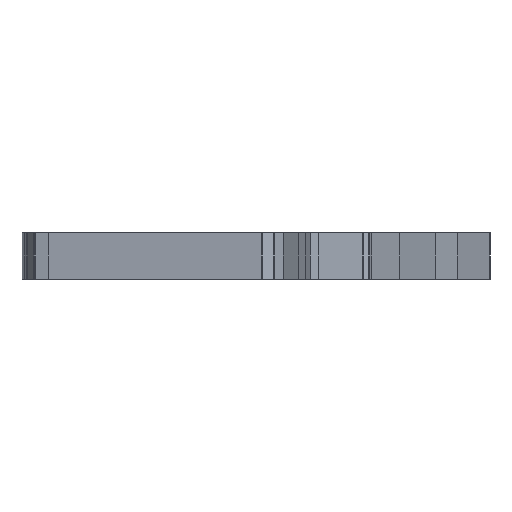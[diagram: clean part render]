
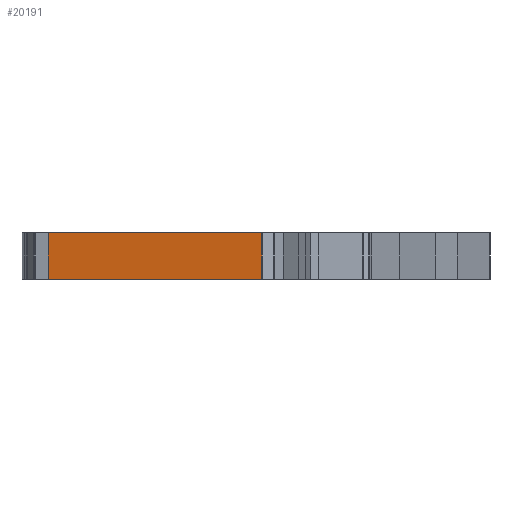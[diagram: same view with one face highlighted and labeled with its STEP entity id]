
A CAD part, left-side view. The second image highlights one B-rep face of the part: STEP entity #20191.
In plain terms, the highlighted planar face has unit normal (-0.983, 0.184, 0).
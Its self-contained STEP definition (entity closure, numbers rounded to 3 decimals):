
#745=FACE_OUTER_BOUND('',#1776,.T.);
#1776=EDGE_LOOP('',(#15788,#15789,#15790,#15791));
#4123=LINE('',#30082,#7018);
#4124=LINE('',#30084,#7019);
#4125=LINE('',#30086,#7020);
#4126=LINE('',#30087,#7021);
#7018=VECTOR('',#24546,10.);
#7019=VECTOR('',#24547,10.);
#7020=VECTOR('',#24548,10.);
#7021=VECTOR('',#24549,10.);
#9341=VERTEX_POINT('',#30080);
#9342=VERTEX_POINT('',#30081);
#9343=VERTEX_POINT('',#30083);
#9344=VERTEX_POINT('',#30085);
#11843=EDGE_CURVE('',#9341,#9342,#4123,.T.);
#11844=EDGE_CURVE('',#9342,#9343,#4124,.T.);
#11845=EDGE_CURVE('',#9344,#9343,#4125,.T.);
#11846=EDGE_CURVE('',#9341,#9344,#4126,.T.);
#15788=ORIENTED_EDGE('',*,*,#11843,.T.);
#15789=ORIENTED_EDGE('',*,*,#11844,.T.);
#15790=ORIENTED_EDGE('',*,*,#11845,.F.);
#15791=ORIENTED_EDGE('',*,*,#11846,.F.);
#19233=PLANE('',#21163);
#20191=ADVANCED_FACE('',(#745),#19233,.T.);
#21163=AXIS2_PLACEMENT_3D('',#30079,#24544,#24545);
#24544=DIRECTION('center_axis',(-0.983,0.184,0.));
#24545=DIRECTION('ref_axis',(0.,0.,1.));
#24546=DIRECTION('',(0.,0.,1.));
#24547=DIRECTION('',(0.184,0.983,0.));
#24548=DIRECTION('',(0.,0.,1.));
#24549=DIRECTION('',(0.184,0.983,0.));
#30079=CARTESIAN_POINT('Origin',(65.677,-107.474,12.7));
#30080=CARTESIAN_POINT('',(60.249,-136.481,0.));
#30081=CARTESIAN_POINT('',(60.249,-136.481,12.7));
#30082=CARTESIAN_POINT('',(60.249,-136.481,0.));
#30083=CARTESIAN_POINT('',(71.105,-78.467,12.7));
#30084=CARTESIAN_POINT('',(60.249,-136.481,12.7));
#30085=CARTESIAN_POINT('',(71.105,-78.467,0.));
#30086=CARTESIAN_POINT('',(71.105,-78.467,0.));
#30087=CARTESIAN_POINT('',(60.249,-136.481,0.));
